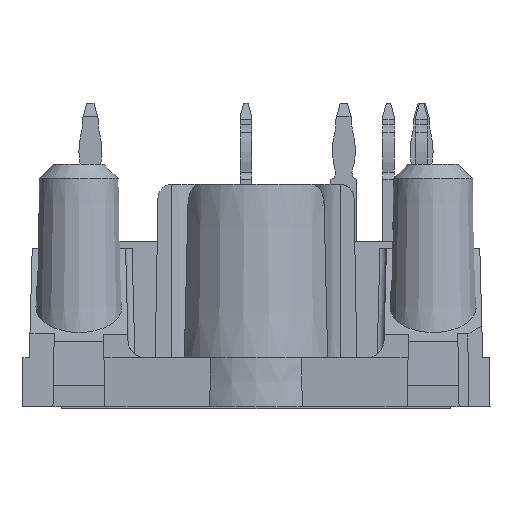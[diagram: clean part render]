
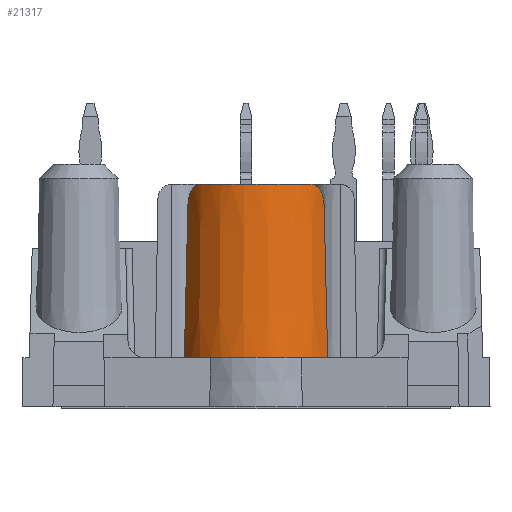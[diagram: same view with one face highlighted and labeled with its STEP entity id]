
A CAD part, left-side view. The second image highlights one B-rep face of the part: STEP entity #21317.
In plain terms, the highlighted conical face has half-angle 1 degrees and reference radius 5.5 mm.
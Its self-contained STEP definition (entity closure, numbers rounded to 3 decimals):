
#25=B_SPLINE_CURVE_WITH_KNOTS('',3,(#28365,#28366,#28367,#28368,#28369,
#28370,#28371,#28372,#28373,#28374,#28375,#28376,#28377,#28378,#28379,#28380,
#28381,#28382,#28383,#28384,#28385,#28386,#28387,#28388,#28389,#28390,#28391,
#28392,#28393,#28394,#28395,#28396,#28397,#28398,#28399,#28400,#28401,#28402,
#28403,#28404),.UNSPECIFIED.,.F.,.F.,(4,1,1,2,2,2,1,1,2,1,2,2,1,1,2,2,2,
2,1,2,2,2,1,1,4),(0.,0.062,0.125,0.187,
0.203,0.219,0.25,0.312,
0.375,0.406,0.422,0.437,
0.5,0.562,0.625,0.641,
0.656,0.687,0.75,0.812,
0.844,0.859,0.875,0.937,
1.),.UNSPECIFIED.);
#27=B_SPLINE_CURVE_WITH_KNOTS('',3,(#28454,#28455,#28456,#28457,#28458,
#28459,#28460,#28461,#28462,#28463,#28464,#28465,#28466,#28467,#28468,#28469,
#28470,#28471,#28472,#28473,#28474,#28475,#28476,#28477,#28478,#28479,#28480,
#28481,#28482,#28483,#28484,#28485,#28486,#28487,#28488,#28489),
 .UNSPECIFIED.,.F.,.F.,(4,1,1,2,2,1,1,2,2,2,1,1,2,2,2,1,1,2,1,2,2,1,4),
(0.,0.062,0.125,0.187,0.219,
0.25,0.312,0.375,0.406,
0.437,0.5,0.562,0.625,
0.641,0.656,0.687,0.75,
0.812,0.844,0.859,0.875,
0.937,1.),.UNSPECIFIED.);
#36=B_SPLINE_CURVE_WITH_KNOTS('',3,(#28819,#28820,#28821,#28822),
 .UNSPECIFIED.,.F.,.F.,(4,4),(0.,1.),.PIECEWISE_BEZIER_KNOTS.);
#39=B_SPLINE_CURVE_WITH_KNOTS('',3,(#28840,#28841,#28842,#28843),
 .UNSPECIFIED.,.F.,.F.,(4,4),(0.,1.),.PIECEWISE_BEZIER_KNOTS.);
#321=CIRCLE('',#22174,5.29);
#348=CIRCLE('',#22250,5.5);
#349=CIRCLE('',#22251,5.5);
#350=CIRCLE('',#22252,5.5);
#805=CONICAL_SURFACE('',#22249,5.5,0.017);
#1159=ORIENTED_EDGE('',*,*,#5721,.T.);
#1160=ORIENTED_EDGE('',*,*,#5722,.F.);
#1161=ORIENTED_EDGE('',*,*,#5723,.F.);
#1162=ORIENTED_EDGE('',*,*,#5724,.F.);
#1163=ORIENTED_EDGE('',*,*,#5715,.F.);
#1164=ORIENTED_EDGE('',*,*,#5637,.F.);
#1165=ORIENTED_EDGE('',*,*,#5633,.T.);
#1166=ORIENTED_EDGE('',*,*,#5631,.F.);
#5631=EDGE_CURVE('',#7937,#7938,#25,.T.);
#5633=EDGE_CURVE('',#7939,#7938,#321,.F.);
#5637=EDGE_CURVE('',#7939,#7942,#27,.T.);
#5715=EDGE_CURVE('',#7942,#7999,#36,.T.);
#5721=EDGE_CURVE('',#7937,#8002,#39,.T.);
#5722=EDGE_CURVE('',#8003,#8002,#348,.T.);
#5723=EDGE_CURVE('',#8004,#8003,#349,.T.);
#5724=EDGE_CURVE('',#7999,#8004,#350,.T.);
#7937=VERTEX_POINT('',#28364);
#7938=VERTEX_POINT('',#28405);
#7939=VERTEX_POINT('',#28409);
#7942=VERTEX_POINT('',#28490);
#7999=VERTEX_POINT('',#28823);
#8002=VERTEX_POINT('',#28839);
#8003=VERTEX_POINT('',#28846);
#8004=VERTEX_POINT('',#28848);
#12873=EDGE_LOOP('',(#1159,#1160,#1161,#1162,#1163,#1164,#1165,#1166));
#13823=FACE_BOUND('',#12873,.T.);
#21317=ADVANCED_FACE('',(#13823),#805,.T.);
#22174=AXIS2_PLACEMENT_3D('',#28408,#23710,#23711);
#22249=AXIS2_PLACEMENT_3D('',#28844,#23896,#23897);
#22250=AXIS2_PLACEMENT_3D('',#28845,#23898,#23899);
#22251=AXIS2_PLACEMENT_3D('',#28847,#23900,#23901);
#22252=AXIS2_PLACEMENT_3D('',#28849,#23902,#23903);
#23710=DIRECTION('',(0.,0.,1.));
#23711=DIRECTION('',(1.,0.,0.));
#23896=DIRECTION('',(0.,0.,-1.));
#23897=DIRECTION('',(-1.,0.,0.));
#23898=DIRECTION('',(0.,0.,-1.));
#23899=DIRECTION('',(-1.,0.,0.));
#23900=DIRECTION('',(0.,0.,-1.));
#23901=DIRECTION('',(-1.,0.,0.));
#23902=DIRECTION('',(0.,0.,-1.));
#23903=DIRECTION('',(-1.,0.,0.));
#28364=CARTESIAN_POINT('',(-29.929,4.728,13.976));
#28365=CARTESIAN_POINT('',(-29.929,4.728,13.976));
#28366=CARTESIAN_POINT('',(-29.929,4.727,14.026));
#28367=CARTESIAN_POINT('',(-29.934,4.722,14.124));
#28368=CARTESIAN_POINT('',(-29.955,4.709,14.269));
#28369=CARTESIAN_POINT('',(-29.976,4.696,14.363));
#28370=CARTESIAN_POINT('',(-29.993,4.686,14.422));
#28371=CARTESIAN_POINT('',(-29.996,4.684,14.434));
#28372=CARTESIAN_POINT('',(-30.003,4.68,14.457));
#28373=CARTESIAN_POINT('',(-30.007,4.677,14.469));
#28374=CARTESIAN_POINT('',(-30.018,4.671,14.504));
#28375=CARTESIAN_POINT('',(-30.042,4.656,14.572));
#28376=CARTESIAN_POINT('',(-30.089,4.628,14.682));
#28377=CARTESIAN_POINT('',(-30.134,4.601,14.765));
#28378=CARTESIAN_POINT('',(-30.17,4.579,14.825));
#28379=CARTESIAN_POINT('',(-30.188,4.568,14.855));
#28380=CARTESIAN_POINT('',(-30.208,4.556,14.884));
#28381=CARTESIAN_POINT('',(-30.221,4.547,14.903));
#28382=CARTESIAN_POINT('',(-30.228,4.543,14.912));
#28383=CARTESIAN_POINT('',(-30.262,4.522,14.959));
#28384=CARTESIAN_POINT('',(-30.319,4.485,15.031));
#28385=CARTESIAN_POINT('',(-30.411,4.424,15.127));
#28386=CARTESIAN_POINT('',(-30.477,4.378,15.184));
#28387=CARTESIAN_POINT('',(-30.52,4.348,15.217));
#28388=CARTESIAN_POINT('',(-30.528,4.342,15.223));
#28389=CARTESIAN_POINT('',(-30.546,4.33,15.236));
#28390=CARTESIAN_POINT('',(-30.554,4.323,15.242));
#28391=CARTESIAN_POINT('',(-30.58,4.304,15.261));
#28392=CARTESIAN_POINT('',(-30.598,4.292,15.272));
#28393=CARTESIAN_POINT('',(-30.651,4.252,15.305));
#28394=CARTESIAN_POINT('',(-30.722,4.198,15.345));
#28395=CARTESIAN_POINT('',(-30.795,4.14,15.376));
#28396=CARTESIAN_POINT('',(-30.849,4.095,15.396));
#28397=CARTESIAN_POINT('',(-30.868,4.08,15.403));
#28398=CARTESIAN_POINT('',(-30.896,4.057,15.411));
#28399=CARTESIAN_POINT('',(-30.905,4.049,15.414));
#28400=CARTESIAN_POINT('',(-30.923,4.033,15.419));
#28401=CARTESIAN_POINT('',(-30.969,3.994,15.431));
#28402=CARTESIAN_POINT('',(-31.052,3.921,15.446));
#28403=CARTESIAN_POINT('',(-31.124,3.854,15.45));
#28404=CARTESIAN_POINT('',(-31.16,3.819,15.45));
#28405=CARTESIAN_POINT('',(-31.16,3.819,15.45));
#28408=CARTESIAN_POINT('',(-27.5,0.,15.45));
#28409=CARTESIAN_POINT('',(-31.16,-3.819,15.45));
#28454=CARTESIAN_POINT('',(-31.16,-3.819,15.45));
#28455=CARTESIAN_POINT('',(-31.124,-3.854,15.45));
#28456=CARTESIAN_POINT('',(-31.052,-3.921,15.446));
#28457=CARTESIAN_POINT('',(-30.943,-4.017,15.426));
#28458=CARTESIAN_POINT('',(-30.87,-4.079,15.404));
#28459=CARTESIAN_POINT('',(-30.815,-4.124,15.384));
#28460=CARTESIAN_POINT('',(-30.796,-4.139,15.377));
#28461=CARTESIAN_POINT('',(-30.76,-4.168,15.361));
#28462=CARTESIAN_POINT('',(-30.705,-4.211,15.336));
#28463=CARTESIAN_POINT('',(-30.616,-4.279,15.286));
#28464=CARTESIAN_POINT('',(-30.547,-4.329,15.238));
#28465=CARTESIAN_POINT('',(-30.496,-4.365,15.198));
#28466=CARTESIAN_POINT('',(-30.479,-4.376,15.185));
#28467=CARTESIAN_POINT('',(-30.446,-4.399,15.156));
#28468=CARTESIAN_POINT('',(-30.43,-4.411,15.142));
#28469=CARTESIAN_POINT('',(-30.381,-4.444,15.096));
#28470=CARTESIAN_POINT('',(-30.319,-4.485,15.032));
#28471=CARTESIAN_POINT('',(-30.234,-4.539,14.925));
#28472=CARTESIAN_POINT('',(-30.183,-4.571,14.848));
#28473=CARTESIAN_POINT('',(-30.153,-4.589,14.797));
#28474=CARTESIAN_POINT('',(-30.147,-4.593,14.787));
#28475=CARTESIAN_POINT('',(-30.135,-4.6,14.766));
#28476=CARTESIAN_POINT('',(-30.129,-4.604,14.756));
#28477=CARTESIAN_POINT('',(-30.113,-4.614,14.724));
#28478=CARTESIAN_POINT('',(-30.08,-4.634,14.661));
#28479=CARTESIAN_POINT('',(-30.033,-4.662,14.551));
#28480=CARTESIAN_POINT('',(-30.003,-4.679,14.46));
#28481=CARTESIAN_POINT('',(-29.984,-4.691,14.39));
#28482=CARTESIAN_POINT('',(-29.975,-4.697,14.354));
#28483=CARTESIAN_POINT('',(-29.967,-4.702,14.318));
#28484=CARTESIAN_POINT('',(-29.962,-4.705,14.294));
#28485=CARTESIAN_POINT('',(-29.959,-4.706,14.282));
#28486=CARTESIAN_POINT('',(-29.948,-4.713,14.222));
#28487=CARTESIAN_POINT('',(-29.934,-4.722,14.124));
#28488=CARTESIAN_POINT('',(-29.929,-4.727,14.026));
#28489=CARTESIAN_POINT('',(-29.929,-4.728,13.976));
#28490=CARTESIAN_POINT('',(-29.929,-4.728,13.976));
#28819=CARTESIAN_POINT('',(-29.929,-4.728,13.976));
#28820=CARTESIAN_POINT('',(-29.9,-4.812,10.451));
#28821=CARTESIAN_POINT('',(-29.871,-4.895,6.925));
#28822=CARTESIAN_POINT('',(-29.841,-4.977,3.4));
#28823=CARTESIAN_POINT('',(-29.841,-4.977,3.4));
#28839=CARTESIAN_POINT('',(-29.841,4.977,3.4));
#28840=CARTESIAN_POINT('',(-29.929,4.728,13.976));
#28841=CARTESIAN_POINT('',(-29.9,4.812,10.451));
#28842=CARTESIAN_POINT('',(-29.871,4.895,6.925));
#28843=CARTESIAN_POINT('',(-29.841,4.977,3.4));
#28844=CARTESIAN_POINT('',(-27.5,0.,3.4));
#28845=CARTESIAN_POINT('',(-27.5,0.,3.4));
#28846=CARTESIAN_POINT('',(-32.,3.162,3.4));
#28847=CARTESIAN_POINT('',(-27.5,0.,3.4));
#28848=CARTESIAN_POINT('',(-32.,-3.162,3.4));
#28849=CARTESIAN_POINT('',(-27.5,0.,3.4));
